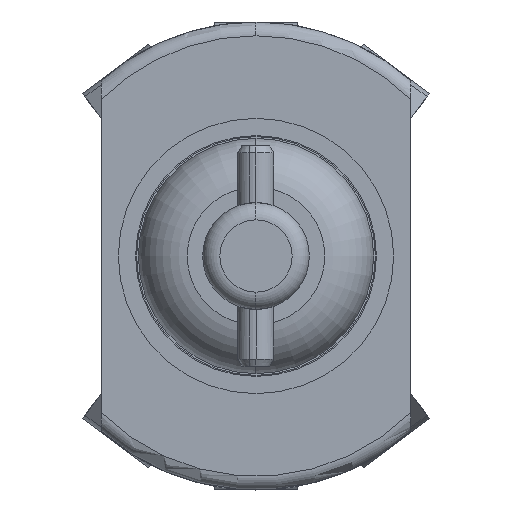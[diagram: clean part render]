
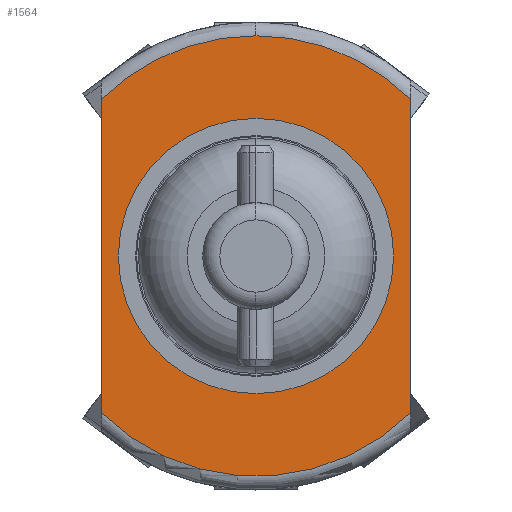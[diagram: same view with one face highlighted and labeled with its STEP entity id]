
A CAD part, front view. The second image highlights one B-rep face of the part: STEP entity #1564.
In plain terms, the highlighted planar face has unit normal (0, -1, 0).
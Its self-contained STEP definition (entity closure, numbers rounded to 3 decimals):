
#417 = DIRECTION ( 'NONE',  ( 0., 0., 1. ) ) ;
#1041 = CARTESIAN_POINT ( 'NONE',  ( 0., 5.5, 1.25 ) ) ;
#1523 = DIRECTION ( 'NONE',  ( 0., 1., 0. ) ) ;
#1564 = ADVANCED_FACE ( 'Defeature ausgef�hrt1_53', ( #4668, #7800 ), #14357, .F. ) ;
#1621 = CARTESIAN_POINT ( 'NONE',  ( 0., 5.5, 0. ) ) ;
#1990 = CARTESIAN_POINT ( 'NONE',  ( 2.25, 5.5, -2.275 ) ) ;
#2183 = AXIS2_PLACEMENT_3D ( 'NONE', #11028, #4018, #7562 ) ;
#2367 = CARTESIAN_POINT ( 'NONE',  ( 0., 5.5, -1.25 ) ) ;
#2464 = VERTEX_POINT ( 'NONE', #8115 ) ;
#2707 = EDGE_CURVE ( 'Defeature ausgef�hrt1_53+Defeature ausgef�hrt1_37+Defeature ausgef�hrt1_37+Defeature ausgef�hrt1_37', #10115, #6004, #8671, .T. ) ;
#3227 = EDGE_CURVE ( 'Defeature ausgef�hrt1_53+Defeature ausgef�hrt1_63+Defeature ausgef�hrt1_57+Defeature ausgef�hrt1_50', #12233, #10036, #11961, .T. ) ;
#3599 = DIRECTION ( 'NONE',  ( 0., 0., 1. ) ) ;
#3650 = DIRECTION ( 'NONE',  ( 0., -1., 0. ) ) ;
#4018 = DIRECTION ( 'NONE',  ( 0., -1., 0. ) ) ;
#4127 = ORIENTED_EDGE ( 'NONE', *, *, #3227, .T. ) ;
#4357 = ORIENTED_EDGE ( 'NONE', *, *, #11950, .T. ) ;
#4668 = FACE_OUTER_BOUND ( 'NONE', #13508, .T. ) ;
#4778 = DIRECTION ( 'NONE',  ( 0., 0., 1. ) ) ;
#4880 = CARTESIAN_POINT ( 'NONE',  ( 0., 5.5, 0. ) ) ;
#4973 = CIRCLE ( 'NONE', #13440, 3.2 ) ;
#5152 = CARTESIAN_POINT ( 'NONE',  ( -2.25, 5.5, 0. ) ) ;
#5501 = CARTESIAN_POINT ( 'NONE',  ( -2.25, 5.5, 2.275 ) ) ;
#5591 = EDGE_CURVE ( 'Defeature ausgef�hrt1_53+Defeature ausgef�hrt1_57+Defeature ausgef�hrt1_64+Defeature ausgef�hrt1_63', #2464, #6984, #8008, .T. ) ;
#5940 = CIRCLE ( 'NONE', #11377, 1.25 ) ;
#6004 = VERTEX_POINT ( 'NONE', #1041 ) ;
#6984 = VERTEX_POINT ( 'NONE', #7953 ) ;
#7332 = AXIS2_PLACEMENT_3D ( 'NONE', #4880, #13124, #3599 ) ;
#7562 = DIRECTION ( 'NONE',  ( 0., 0., 1. ) ) ;
#7668 = ORIENTED_EDGE ( 'NONE', *, *, #2707, .T. ) ;
#7800 = FACE_BOUND ( 'NONE', #9720, .T. ) ;
#7896 = ORIENTED_EDGE ( 'NONE', *, *, #14419, .T. ) ;
#7953 = CARTESIAN_POINT ( 'NONE',  ( 0., 5.5, 3.2 ) ) ;
#8008 = CIRCLE ( 'NONE', #7332, 3.2 ) ;
#8014 = DIRECTION ( 'NONE',  ( 0., 0., 1. ) ) ;
#8115 = CARTESIAN_POINT ( 'NONE',  ( 2.25, 5.5, 2.275 ) ) ;
#8347 = CARTESIAN_POINT ( 'NONE',  ( -2.25, 5.5, -2.275 ) ) ;
#8595 = DIRECTION ( 'NONE',  ( 0., 0., -1. ) ) ;
#8629 = DIRECTION ( 'NONE',  ( 0., 1., 0. ) ) ;
#8671 = CIRCLE ( 'NONE', #12575, 1.25 ) ;
#8851 = VECTOR ( 'NONE', #8595, 1000. ) ;
#9139 = ORIENTED_EDGE ( 'NONE', *, *, #12573, .T. ) ;
#9720 = EDGE_LOOP ( 'NONE', ( #9139, #7668 ) ) ;
#9821 = CARTESIAN_POINT ( 'NONE',  ( 0., 5.5, 0. ) ) ;
#10036 = VERTEX_POINT ( 'NONE', #8347 ) ;
#10115 = VERTEX_POINT ( 'NONE', #2367 ) ;
#10497 = ORIENTED_EDGE ( 'NONE', *, *, #11683, .T. ) ;
#10618 = CARTESIAN_POINT ( 'NONE',  ( 0., 5.5, 0. ) ) ;
#11028 = CARTESIAN_POINT ( 'NONE',  ( 0., 5.5, 0. ) ) ;
#11377 = AXIS2_PLACEMENT_3D ( 'NONE', #9821, #12182, #12080 ) ;
#11530 = LINE ( 'NONE', #12640, #13351 ) ;
#11683 = EDGE_CURVE ( 'Defeature ausgef�hrt1_53+Defeature ausgef�hrt1_50+Defeature ausgef�hrt1_63+Defeature ausgef�hrt1_64', #10036, #13720, #4973, .T. ) ;
#11950 = EDGE_CURVE ( 'Defeature ausgef�hrt1_53+Defeature ausgef�hrt1_57+Defeature ausgef�hrt1_64+Defeature ausgef�hrt1_63', #6984, #12233, #13569, .T. ) ;
#11961 = LINE ( 'NONE', #5152, #8851 ) ;
#12053 = DIRECTION ( 'NONE',  ( 0., 0., 1. ) ) ;
#12080 = DIRECTION ( 'NONE',  ( 0., 0., 1. ) ) ;
#12182 = DIRECTION ( 'NONE',  ( 0., 1., 0. ) ) ;
#12233 = VERTEX_POINT ( 'NONE', #5501 ) ;
#12495 = ORIENTED_EDGE ( 'NONE', *, *, #5591, .T. ) ;
#12573 = EDGE_CURVE ( 'Defeature ausgef�hrt1_53+Defeature ausgef�hrt1_37+Defeature ausgef�hrt1_37+Defeature ausgef�hrt1_37', #6004, #10115, #5940, .T. ) ;
#12575 = AXIS2_PLACEMENT_3D ( 'NONE', #1621, #1523, #417 ) ;
#12640 = CARTESIAN_POINT ( 'NONE',  ( 2.25, 5.5, 0. ) ) ;
#13124 = DIRECTION ( 'NONE',  ( 0., -1., 0. ) ) ;
#13240 = CARTESIAN_POINT ( 'NONE',  ( 3.4, 5.5, 0. ) ) ;
#13351 = VECTOR ( 'NONE', #8014, 1000. ) ;
#13440 = AXIS2_PLACEMENT_3D ( 'NONE', #10618, #3650, #4778 ) ;
#13508 = EDGE_LOOP ( 'NONE', ( #10497, #7896, #12495, #4357, #4127 ) ) ;
#13569 = CIRCLE ( 'NONE', #2183, 3.2 ) ;
#13720 = VERTEX_POINT ( 'NONE', #1990 ) ;
#14357 = PLANE ( 'NONE',  #15086 ) ;
#14419 = EDGE_CURVE ( 'Defeature ausgef�hrt1_53+Defeature ausgef�hrt1_64+Defeature ausgef�hrt1_50+Defeature ausgef�hrt1_57', #13720, #2464, #11530, .T. ) ;
#15086 = AXIS2_PLACEMENT_3D ( 'NONE', #13240, #8629, #12053 ) ;
